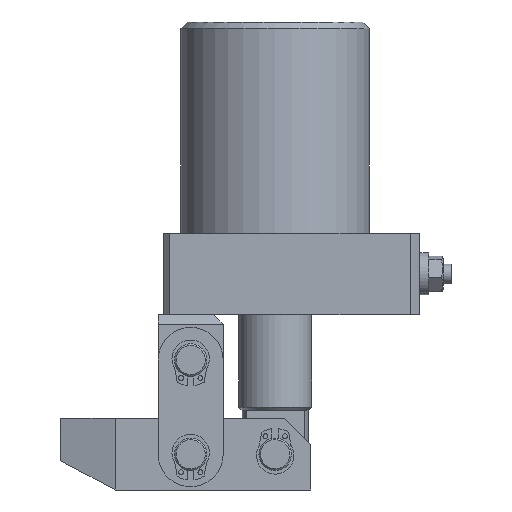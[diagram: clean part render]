
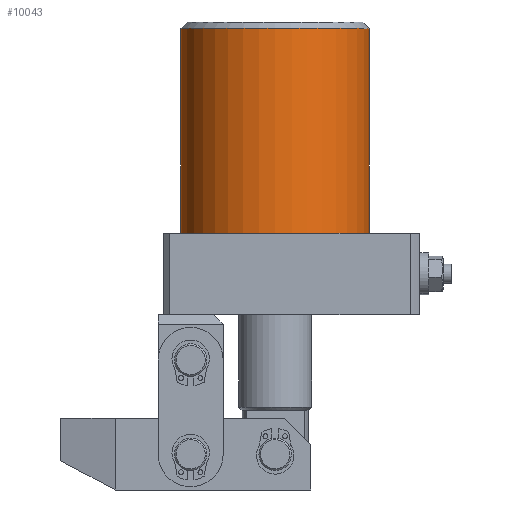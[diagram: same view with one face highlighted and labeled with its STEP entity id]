
A CAD part, front view. The second image highlights one B-rep face of the part: STEP entity #10043.
In plain terms, the highlighted cylindrical face has radius 29 mm (diameter 58 mm), a partial arc.
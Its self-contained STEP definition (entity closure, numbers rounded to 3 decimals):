
#7 = VERTEX_POINT ( 'NONE', #119 ) ;
#15 = VERTEX_POINT ( 'NONE', #127 ) ;
#30 = VERTEX_POINT ( 'NONE', #1317 ) ;
#67 = VERTEX_POINT ( 'NONE', #1352 ) ;
#119 = CARTESIAN_POINT ( 'NONE',  ( 29., 0., 25. ) ) ;
#127 = CARTESIAN_POINT ( 'NONE',  ( -29., 0., 25. ) ) ;
#145 = VECTOR ( 'NONE', #2352, 1000. ) ;
#146 = LINE ( 'NONE', #2351, #145 ) ;
#647 = EDGE_LOOP ( 'NONE', ( #6838, #6837, #6836, #6835 ) ) ;
#1317 = CARTESIAN_POINT ( 'NONE',  ( 29., 0., 88. ) ) ;
#1352 = CARTESIAN_POINT ( 'NONE',  ( -29., 0., 88. ) ) ;
#2351 = CARTESIAN_POINT ( 'NONE',  ( 29., 0., 90. ) ) ;
#2352 = DIRECTION ( 'NONE',  ( 0., 0., -1. ) ) ;
#2635 = LINE ( 'NONE', #3177, #2637 ) ;
#2637 = VECTOR ( 'NONE', #3185, 1000. ) ;
#2653 = CIRCLE ( 'NONE', #8891, 29. ) ;
#2728 = CIRCLE ( 'NONE', #8905, 29. ) ;
#3177 = CARTESIAN_POINT ( 'NONE',  ( -29., 0., 90. ) ) ;
#3185 = DIRECTION ( 'NONE',  ( 0., 0., -1. ) ) ;
#3235 = CARTESIAN_POINT ( 'NONE',  ( 0., 0., 25. ) ) ;
#3236 = DIRECTION ( 'NONE',  ( 0., 0., 1. ) ) ;
#3237 = DIRECTION ( 'NONE',  ( 1., 0., 0. ) ) ;
#3397 = CARTESIAN_POINT ( 'NONE',  ( 0., 0., 88. ) ) ;
#3398 = DIRECTION ( 'NONE',  ( 0., 0., -1. ) ) ;
#3399 = DIRECTION ( 'NONE',  ( 1., 0., 0. ) ) ;
#4961 = FACE_OUTER_BOUND ( 'NONE', #647, .T. ) ;
#4965 = CYLINDRICAL_SURFACE ( 'NONE', #9090, 29. ) ;
#5821 = DIRECTION ( 'NONE',  ( -1., 0., 0. ) ) ;
#5826 = DIRECTION ( 'NONE',  ( 0., 0., -1. ) ) ;
#5828 = CARTESIAN_POINT ( 'NONE',  ( 0., 0., 90. ) ) ;
#6835 = ORIENTED_EDGE ( 'NONE', *, *, #9446, .T. ) ;
#6836 = ORIENTED_EDGE ( 'NONE', *, *, #8647, .T. ) ;
#6837 = ORIENTED_EDGE ( 'NONE', *, *, #9499, .T. ) ;
#6838 = ORIENTED_EDGE ( 'NONE', *, *, #8549, .F. ) ;
#8549 = EDGE_CURVE ( 'NONE', #30, #7, #146, .T. ) ;
#8647 = EDGE_CURVE ( 'NONE', #67, #15, #2635, .T. ) ;
#8891 = AXIS2_PLACEMENT_3D ( 'NONE', #3235, #3236, #3237 ) ;
#8905 = AXIS2_PLACEMENT_3D ( 'NONE', #3397, #3398, #3399 ) ;
#9090 = AXIS2_PLACEMENT_3D ( 'NONE', #5828, #5826, #5821 ) ;
#9446 = EDGE_CURVE ( 'NONE', #15, #7, #2653, .T. ) ;
#9499 = EDGE_CURVE ( 'NONE', #30, #67, #2728, .T. ) ;
#10043 = ADVANCED_FACE ( 'NONE', ( #4961 ), #4965, .T. ) ;
